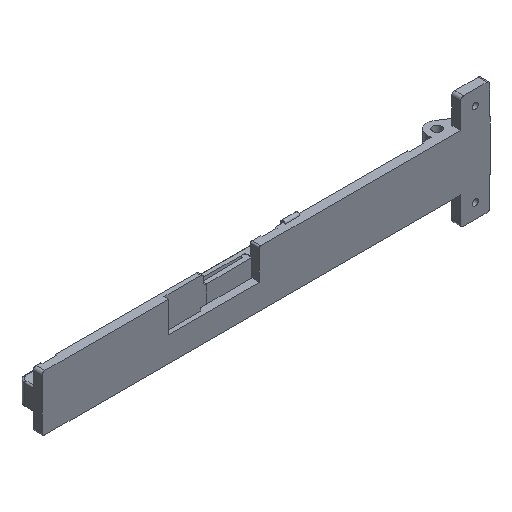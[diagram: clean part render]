
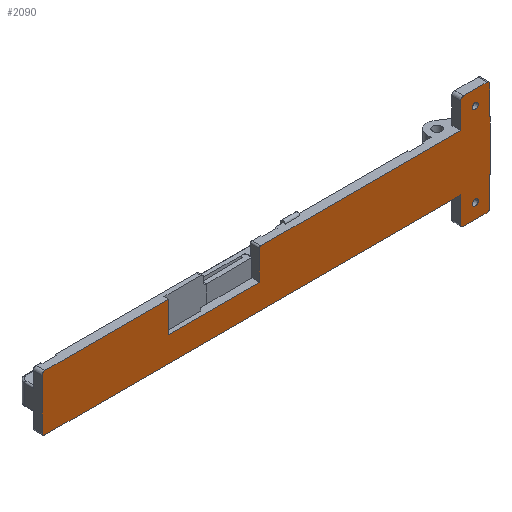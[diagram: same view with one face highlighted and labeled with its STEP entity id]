
A CAD part, isometric view. The second image highlights one B-rep face of the part: STEP entity #2090.
In plain terms, the highlighted planar face has unit normal (0, -1, 0).
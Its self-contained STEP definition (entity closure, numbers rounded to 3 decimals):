
#28=FACE_BOUND('',#248,.T.);
#29=FACE_BOUND('',#249,.T.);
#51=PLANE('',#2243);
#129=FACE_OUTER_BOUND('',#247,.T.);
#247=EDGE_LOOP('',(#1507,#1508,#1509,#1510,#1511,#1512,#1513,#1514,#1515,
#1516,#1517,#1518,#1519,#1520,#1521,#1522,#1523,#1524,#1525,#1526,#1527,
#1528,#1529));
#248=EDGE_LOOP('',(#1530));
#249=EDGE_LOOP('',(#1531));
#395=LINE('',#3140,#618);
#413=LINE('',#3180,#636);
#414=LINE('',#3182,#637);
#415=LINE('',#3184,#638);
#416=LINE('',#3186,#639);
#417=LINE('',#3190,#640);
#418=LINE('',#3194,#641);
#419=LINE('',#3196,#642);
#420=LINE('',#3200,#643);
#421=LINE('',#3204,#644);
#422=LINE('',#3208,#645);
#423=LINE('',#3212,#646);
#424=LINE('',#3216,#647);
#425=LINE('',#3219,#648);
#618=VECTOR('',#2513,10.);
#636=VECTOR('',#2537,10.);
#637=VECTOR('',#2538,10.);
#638=VECTOR('',#2539,10.);
#639=VECTOR('',#2540,10.);
#640=VECTOR('',#2543,10.);
#641=VECTOR('',#2546,10.);
#642=VECTOR('',#2547,10.);
#643=VECTOR('',#2550,10.);
#644=VECTOR('',#2553,10.);
#645=VECTOR('',#2556,10.);
#646=VECTOR('',#2559,10.);
#647=VECTOR('',#2562,10.);
#648=VECTOR('',#2565,10.);
#814=CIRCLE('',#2234,2.);
#815=CIRCLE('',#2236,2.);
#816=CIRCLE('',#2238,1.);
#820=CIRCLE('',#2244,2.);
#821=CIRCLE('',#2245,2.);
#822=CIRCLE('',#2246,2.);
#823=CIRCLE('',#2247,2.);
#824=CIRCLE('',#2248,2.);
#825=CIRCLE('',#2249,2.);
#826=CIRCLE('',#2250,2.);
#827=CIRCLE('',#2251,2.);
#922=VERTEX_POINT('',#3122);
#923=VERTEX_POINT('',#3126);
#924=VERTEX_POINT('',#3130);
#925=VERTEX_POINT('',#3131);
#928=VERTEX_POINT('',#3139);
#947=VERTEX_POINT('',#3179);
#948=VERTEX_POINT('',#3181);
#949=VERTEX_POINT('',#3183);
#950=VERTEX_POINT('',#3185);
#951=VERTEX_POINT('',#3187);
#952=VERTEX_POINT('',#3189);
#953=VERTEX_POINT('',#3191);
#954=VERTEX_POINT('',#3193);
#955=VERTEX_POINT('',#3195);
#956=VERTEX_POINT('',#3197);
#957=VERTEX_POINT('',#3199);
#958=VERTEX_POINT('',#3201);
#959=VERTEX_POINT('',#3203);
#960=VERTEX_POINT('',#3205);
#961=VERTEX_POINT('',#3207);
#962=VERTEX_POINT('',#3209);
#963=VERTEX_POINT('',#3211);
#964=VERTEX_POINT('',#3213);
#965=VERTEX_POINT('',#3215);
#966=VERTEX_POINT('',#3217);
#1141=EDGE_CURVE('',#922,#922,#814,.T.);
#1143=EDGE_CURVE('',#923,#923,#815,.T.);
#1144=EDGE_CURVE('',#924,#925,#816,.T.);
#1148=EDGE_CURVE('',#928,#925,#395,.T.);
#1168=EDGE_CURVE('',#924,#947,#413,.T.);
#1169=EDGE_CURVE('',#947,#948,#414,.T.);
#1170=EDGE_CURVE('',#948,#949,#415,.T.);
#1171=EDGE_CURVE('',#949,#950,#416,.T.);
#1172=EDGE_CURVE('',#951,#950,#820,.T.);
#1173=EDGE_CURVE('',#951,#952,#417,.T.);
#1174=EDGE_CURVE('',#953,#952,#821,.T.);
#1175=EDGE_CURVE('',#953,#954,#418,.T.);
#1176=EDGE_CURVE('',#954,#955,#419,.T.);
#1177=EDGE_CURVE('',#956,#955,#822,.T.);
#1178=EDGE_CURVE('',#956,#957,#420,.T.);
#1179=EDGE_CURVE('',#958,#957,#823,.T.);
#1180=EDGE_CURVE('',#958,#959,#421,.T.);
#1181=EDGE_CURVE('',#960,#959,#824,.T.);
#1182=EDGE_CURVE('',#960,#961,#422,.T.);
#1183=EDGE_CURVE('',#962,#961,#825,.T.);
#1184=EDGE_CURVE('',#962,#963,#423,.T.);
#1185=EDGE_CURVE('',#964,#963,#826,.T.);
#1186=EDGE_CURVE('',#964,#965,#424,.T.);
#1187=EDGE_CURVE('',#966,#965,#827,.T.);
#1188=EDGE_CURVE('',#966,#928,#425,.T.);
#1507=ORIENTED_EDGE('',*,*,#1144,.F.);
#1508=ORIENTED_EDGE('',*,*,#1168,.T.);
#1509=ORIENTED_EDGE('',*,*,#1169,.T.);
#1510=ORIENTED_EDGE('',*,*,#1170,.T.);
#1511=ORIENTED_EDGE('',*,*,#1171,.T.);
#1512=ORIENTED_EDGE('',*,*,#1172,.F.);
#1513=ORIENTED_EDGE('',*,*,#1173,.T.);
#1514=ORIENTED_EDGE('',*,*,#1174,.F.);
#1515=ORIENTED_EDGE('',*,*,#1175,.T.);
#1516=ORIENTED_EDGE('',*,*,#1176,.T.);
#1517=ORIENTED_EDGE('',*,*,#1177,.F.);
#1518=ORIENTED_EDGE('',*,*,#1178,.T.);
#1519=ORIENTED_EDGE('',*,*,#1179,.F.);
#1520=ORIENTED_EDGE('',*,*,#1180,.T.);
#1521=ORIENTED_EDGE('',*,*,#1181,.F.);
#1522=ORIENTED_EDGE('',*,*,#1182,.T.);
#1523=ORIENTED_EDGE('',*,*,#1183,.F.);
#1524=ORIENTED_EDGE('',*,*,#1184,.T.);
#1525=ORIENTED_EDGE('',*,*,#1185,.F.);
#1526=ORIENTED_EDGE('',*,*,#1186,.T.);
#1527=ORIENTED_EDGE('',*,*,#1187,.F.);
#1528=ORIENTED_EDGE('',*,*,#1188,.T.);
#1529=ORIENTED_EDGE('',*,*,#1148,.T.);
#1530=ORIENTED_EDGE('',*,*,#1141,.T.);
#1531=ORIENTED_EDGE('',*,*,#1143,.T.);
#2090=ADVANCED_FACE('',(#129,#28,#29),#51,.F.);
#2234=AXIS2_PLACEMENT_3D('',#3124,#2496,#2497);
#2236=AXIS2_PLACEMENT_3D('',#3128,#2501,#2502);
#2238=AXIS2_PLACEMENT_3D('',#3132,#2505,#2506);
#2243=AXIS2_PLACEMENT_3D('',#3178,#2535,#2536);
#2244=AXIS2_PLACEMENT_3D('',#3188,#2541,#2542);
#2245=AXIS2_PLACEMENT_3D('',#3192,#2544,#2545);
#2246=AXIS2_PLACEMENT_3D('',#3198,#2548,#2549);
#2247=AXIS2_PLACEMENT_3D('',#3202,#2551,#2552);
#2248=AXIS2_PLACEMENT_3D('',#3206,#2554,#2555);
#2249=AXIS2_PLACEMENT_3D('',#3210,#2557,#2558);
#2250=AXIS2_PLACEMENT_3D('',#3214,#2560,#2561);
#2251=AXIS2_PLACEMENT_3D('',#3218,#2563,#2564);
#2496=DIRECTION('center_axis',(0.,1.,0.));
#2497=DIRECTION('ref_axis',(-1.,0.,0.));
#2501=DIRECTION('center_axis',(0.,1.,0.));
#2502=DIRECTION('ref_axis',(-1.,0.,0.));
#2505=DIRECTION('center_axis',(0.,1.,0.));
#2506=DIRECTION('ref_axis',(-0.707,0.,0.707));
#2513=DIRECTION('',(-1.,0.,0.));
#2535=DIRECTION('center_axis',(0.,1.,0.));
#2536=DIRECTION('ref_axis',(0.,0.,1.));
#2537=DIRECTION('',(0.,0.,-1.));
#2538=DIRECTION('',(-1.,0.,0.));
#2539=DIRECTION('',(0.,0.,1.));
#2540=DIRECTION('',(-1.,0.,0.));
#2541=DIRECTION('center_axis',(0.,1.,0.));
#2542=DIRECTION('ref_axis',(-0.707,0.,0.707));
#2543=DIRECTION('',(0.,0.,-1.));
#2544=DIRECTION('center_axis',(0.,1.,0.));
#2545=DIRECTION('ref_axis',(-0.707,0.,-0.707));
#2546=DIRECTION('',(1.,0.,0.));
#2547=DIRECTION('',(0.,0.,-1.));
#2548=DIRECTION('center_axis',(0.,1.,0.));
#2549=DIRECTION('ref_axis',(-0.707,0.,-0.707));
#2550=DIRECTION('',(1.,0.,0.));
#2551=DIRECTION('center_axis',(0.,1.,0.));
#2552=DIRECTION('ref_axis',(0.707,0.,-0.707));
#2553=DIRECTION('',(0.,0.,1.));
#2554=DIRECTION('center_axis',(0.,1.,0.));
#2555=DIRECTION('ref_axis',(0.707,0.,-0.707));
#2556=DIRECTION('',(0.,0.,1.));
#2557=DIRECTION('center_axis',(0.,1.,0.));
#2558=DIRECTION('ref_axis',(0.707,0.,0.707));
#2559=DIRECTION('',(0.,0.,1.));
#2560=DIRECTION('center_axis',(0.,1.,0.));
#2561=DIRECTION('ref_axis',(0.707,0.,0.707));
#2562=DIRECTION('',(-1.,0.,0.));
#2563=DIRECTION('center_axis',(0.,1.,0.));
#2564=DIRECTION('ref_axis',(-0.707,0.,0.707));
#2565=DIRECTION('',(0.,0.,-1.));
#3122=CARTESIAN_POINT('',(160.899,0.,-24.69));
#3124=CARTESIAN_POINT('Origin',(158.899,0.,-24.69));
#3126=CARTESIAN_POINT('',(160.915,0.,32.31));
#3128=CARTESIAN_POINT('Origin',(158.915,0.,32.31));
#3130=CARTESIAN_POINT('',(11.92,0.,21.81));
#3131=CARTESIAN_POINT('',(12.92,0.,22.81));
#3132=CARTESIAN_POINT('Origin',(12.92,0.,21.81));
#3139=CARTESIAN_POINT('',(148.911,0.,22.81));
#3140=CARTESIAN_POINT('',(168.92,0.,22.81));
#3178=CARTESIAN_POINT('Origin',(16.42,0.,3.81));
#3179=CARTESIAN_POINT('',(11.92,0.,1.81));
#3180=CARTESIAN_POINT('',(11.92,0.,13.651));
#3181=CARTESIAN_POINT('',(-50.08,0.,1.81));
#3182=CARTESIAN_POINT('',(14.17,0.,1.81));
#3183=CARTESIAN_POINT('',(-50.08,0.,22.81));
#3184=CARTESIAN_POINT('',(-50.08,0.,2.81));
#3185=CARTESIAN_POINT('',(-134.08,0.,22.81));
#3186=CARTESIAN_POINT('',(168.92,0.,22.81));
#3187=CARTESIAN_POINT('',(-136.08,0.,20.81));
#3188=CARTESIAN_POINT('Origin',(-134.08,0.,20.81));
#3189=CARTESIAN_POINT('',(-136.08,0.,-13.19));
#3190=CARTESIAN_POINT('',(-136.08,0.,22.81));
#3191=CARTESIAN_POINT('',(-134.08,0.,-15.19));
#3192=CARTESIAN_POINT('Origin',(-134.08,0.,-13.19));
#3193=CARTESIAN_POINT('',(148.895,0.,-15.19));
#3194=CARTESIAN_POINT('',(-136.08,0.,-15.19));
#3195=CARTESIAN_POINT('',(148.895,0.,-32.69));
#3196=CARTESIAN_POINT('',(148.895,0.,-15.19));
#3197=CARTESIAN_POINT('',(150.895,0.,-34.69));
#3198=CARTESIAN_POINT('Origin',(150.895,0.,-32.69));
#3199=CARTESIAN_POINT('',(166.895,0.,-34.69));
#3200=CARTESIAN_POINT('',(148.895,0.,-34.69));
#3201=CARTESIAN_POINT('',(168.895,0.,-32.691));
#3202=CARTESIAN_POINT('Origin',(166.895,0.,-32.69));
#3203=CARTESIAN_POINT('',(168.902,0.,-13.46));
#3204=CARTESIAN_POINT('',(168.895,0.,-34.69));
#3205=CARTESIAN_POINT('',(168.92,0.,-13.19));
#3206=CARTESIAN_POINT('Origin',(166.92,0.,-13.19));
#3207=CARTESIAN_POINT('',(168.92,0.,20.81));
#3208=CARTESIAN_POINT('',(168.92,0.,-15.19));
#3209=CARTESIAN_POINT('',(168.913,0.,20.977));
#3210=CARTESIAN_POINT('Origin',(166.92,0.,20.81));
#3211=CARTESIAN_POINT('',(168.919,0.,40.309));
#3212=CARTESIAN_POINT('',(168.895,0.,-34.69));
#3213=CARTESIAN_POINT('',(166.919,0.,42.31));
#3214=CARTESIAN_POINT('Origin',(166.919,0.,40.31));
#3215=CARTESIAN_POINT('',(150.919,0.,42.31));
#3216=CARTESIAN_POINT('',(168.92,0.,42.31));
#3217=CARTESIAN_POINT('',(148.919,0.,40.311));
#3218=CARTESIAN_POINT('Origin',(150.919,0.,40.31));
#3219=CARTESIAN_POINT('',(148.92,0.,42.31));
